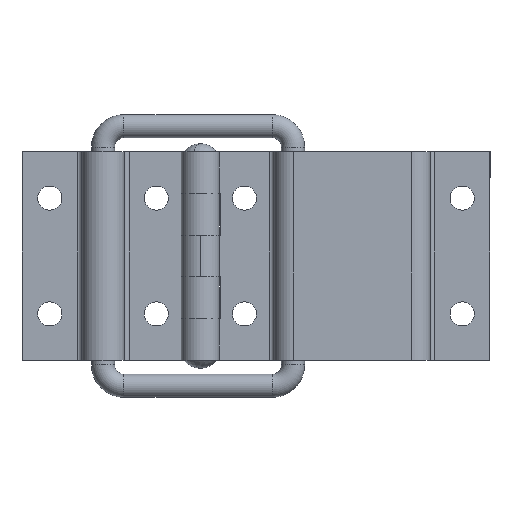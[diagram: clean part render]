
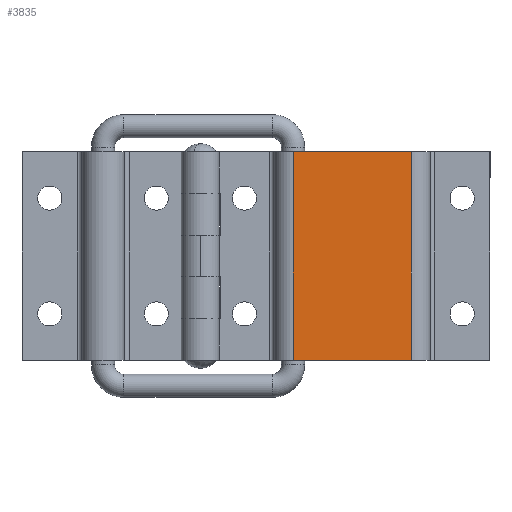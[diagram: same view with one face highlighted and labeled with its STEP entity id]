
A CAD part, top view. The second image highlights one B-rep face of the part: STEP entity #3835.
In plain terms, the highlighted face is planar.
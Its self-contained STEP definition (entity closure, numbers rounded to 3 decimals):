
#47 = CARTESIAN_POINT ( 'NONE',  ( 20., -3.7, 0. ) ) ;
#453 = VERTEX_POINT ( 'NONE', #1716 ) ;
#732 = AXIS2_PLACEMENT_3D ( 'NONE', #3242, #1942, #4247 ) ;
#854 = VERTEX_POINT ( 'NONE', #47 ) ;
#1203 = VECTOR ( 'NONE', #4289, 1000. ) ;
#1519 = FACE_OUTER_BOUND ( 'NONE', #3115, .T. ) ;
#1601 = PLANE ( 'NONE',  #732 ) ;
#1680 = LINE ( 'NONE', #3898, #2436 ) ;
#1716 = CARTESIAN_POINT ( 'NONE',  ( 20., -3.7, 45. ) ) ;
#1850 = CARTESIAN_POINT ( 'NONE',  ( 45.5, -3.7, 0. ) ) ;
#1854 = ORIENTED_EDGE ( 'NONE', *, *, #1996, .T. ) ;
#1919 = LINE ( 'NONE', #1850, #3564 ) ;
#1942 = DIRECTION ( 'NONE',  ( 0., 1., 0. ) ) ;
#1996 = EDGE_CURVE ( 'NONE', #854, #3011, #1680, .T. ) ;
#2436 = VECTOR ( 'NONE', #3544, 1000. ) ;
#2780 = VERTEX_POINT ( 'NONE', #2874 ) ;
#2874 = CARTESIAN_POINT ( 'NONE',  ( 45.5, -3.7, 45. ) ) ;
#2980 = LINE ( 'NONE', #3964, #1203 ) ;
#3011 = VERTEX_POINT ( 'NONE', #3693 ) ;
#3033 = VECTOR ( 'NONE', #3378, 1000. ) ;
#3045 = ORIENTED_EDGE ( 'NONE', *, *, #3148, .T. ) ;
#3114 = LINE ( 'NONE', #3387, #3033 ) ;
#3115 = EDGE_LOOP ( 'NONE', ( #1854, #3045, #3957, #3652 ) ) ;
#3148 = EDGE_CURVE ( 'NONE', #3011, #2780, #1919, .T. ) ;
#3242 = CARTESIAN_POINT ( 'NONE',  ( 0., -3.7, 0. ) ) ;
#3378 = DIRECTION ( 'NONE',  ( -1., 0., 0. ) ) ;
#3387 = CARTESIAN_POINT ( 'NONE',  ( 15.9, -3.7, 45. ) ) ;
#3544 = DIRECTION ( 'NONE',  ( 1., 0., 0. ) ) ;
#3564 = VECTOR ( 'NONE', #4157, 1000. ) ;
#3652 = ORIENTED_EDGE ( 'NONE', *, *, #3930, .T. ) ;
#3693 = CARTESIAN_POINT ( 'NONE',  ( 45.5, -3.7, 0. ) ) ;
#3722 = EDGE_CURVE ( 'NONE', #2780, #453, #3114, .T. ) ;
#3835 = ADVANCED_FACE ( 'NONE', ( #1519 ), #1601, .F. ) ;
#3898 = CARTESIAN_POINT ( 'NONE',  ( 62.5, -3.7, 0. ) ) ;
#3930 = EDGE_CURVE ( 'NONE', #453, #854, #2980, .T. ) ;
#3957 = ORIENTED_EDGE ( 'NONE', *, *, #3722, .T. ) ;
#3964 = CARTESIAN_POINT ( 'NONE',  ( 20., -3.7, 0. ) ) ;
#4157 = DIRECTION ( 'NONE',  ( 0., 0., 1. ) ) ;
#4247 = DIRECTION ( 'NONE',  ( -1., 0., 0. ) ) ;
#4289 = DIRECTION ( 'NONE',  ( 0., 0., -1. ) ) ;
